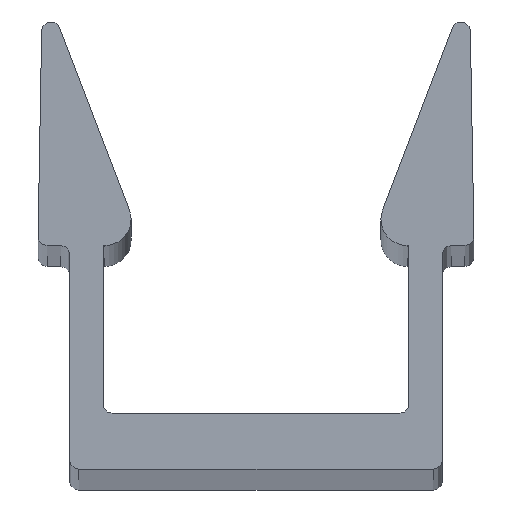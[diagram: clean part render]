
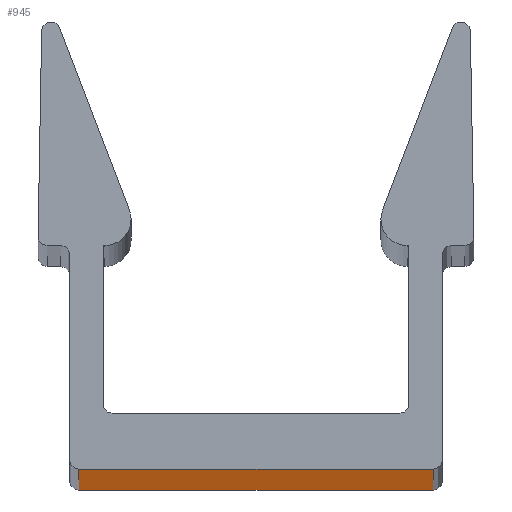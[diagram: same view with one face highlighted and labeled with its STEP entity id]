
A CAD part, top view. The second image highlights one B-rep face of the part: STEP entity #945.
In plain terms, the highlighted planar face has unit normal (0, -1, 0).
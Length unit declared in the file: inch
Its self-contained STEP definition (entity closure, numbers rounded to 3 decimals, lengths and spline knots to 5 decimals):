
#2 = DIRECTION ( 'NONE',  ( 0., 0., 1. ) ) ;
#12 = ORIENTED_EDGE ( 'NONE', *, *, #444, .T. ) ;
#31 = DIRECTION ( 'NONE',  ( 0., -1., 0. ) ) ;
#60 = ORIENTED_EDGE ( 'NONE', *, *, #171, .T. ) ;
#90 = VECTOR ( 'NONE', #2, 39.37008 ) ;
#111 = PLANE ( 'NONE',  #955 ) ;
#151 = LINE ( 'NONE', #628, #584 ) ;
#159 = DIRECTION ( 'NONE',  ( 1., 0., 0. ) ) ;
#171 = EDGE_CURVE ( 'NONE', #1139, #854, #151, .T. ) ;
#176 = ORIENTED_EDGE ( 'NONE', *, *, #561, .F. ) ;
#232 = CARTESIAN_POINT ( 'NONE',  ( 0.2975, 0., 0. ) ) ;
#244 = VECTOR ( 'NONE', #159, 39.37008 ) ;
#344 = CARTESIAN_POINT ( 'NONE',  ( 0.2975, 0., -20. ) ) ;
#415 = CARTESIAN_POINT ( 'NONE',  ( -0.2975, 0., -20. ) ) ;
#422 = CARTESIAN_POINT ( 'NONE',  ( -0.2975, 0., 0. ) ) ;
#444 = EDGE_CURVE ( 'NONE', #854, #532, #866, .T. ) ;
#472 = EDGE_CURVE ( 'NONE', #1139, #480, #574, .T. ) ;
#480 = VERTEX_POINT ( 'NONE', #422 ) ;
#503 = EDGE_LOOP ( 'NONE', ( #176, #1089, #60, #12 ) ) ;
#532 = VERTEX_POINT ( 'NONE', #232 ) ;
#561 = EDGE_CURVE ( 'NONE', #480, #532, #621, .T. ) ;
#574 = LINE ( 'NONE', #415, #90 ) ;
#584 = VECTOR ( 'NONE', #941, 39.37008 ) ;
#621 = LINE ( 'NONE', #1162, #244 ) ;
#628 = CARTESIAN_POINT ( 'NONE',  ( -0.2975, 0., -20. ) ) ;
#680 = CARTESIAN_POINT ( 'NONE',  ( -0.2975, 0., -20. ) ) ;
#772 = CARTESIAN_POINT ( 'NONE',  ( 0.2975, 0., -20. ) ) ;
#782 = DIRECTION ( 'NONE',  ( 0., 0., 1. ) ) ;
#854 = VERTEX_POINT ( 'NONE', #772 ) ;
#866 = LINE ( 'NONE', #344, #1021 ) ;
#870 = CARTESIAN_POINT ( 'NONE',  ( -0.2975, 0., -20. ) ) ;
#941 = DIRECTION ( 'NONE',  ( 1., 0., 0. ) ) ;
#945 = ADVANCED_FACE ( 'NONE', ( #1159 ), #111, .T. ) ;
#955 = AXIS2_PLACEMENT_3D ( 'NONE', #680, #31, #1009 ) ;
#1009 = DIRECTION ( 'NONE',  ( 0., 0., -1. ) ) ;
#1021 = VECTOR ( 'NONE', #782, 39.37008 ) ;
#1089 = ORIENTED_EDGE ( 'NONE', *, *, #472, .F. ) ;
#1139 = VERTEX_POINT ( 'NONE', #870 ) ;
#1159 = FACE_OUTER_BOUND ( 'NONE', #503, .T. ) ;
#1162 = CARTESIAN_POINT ( 'NONE',  ( -0.2975, 0., 0. ) ) ;
